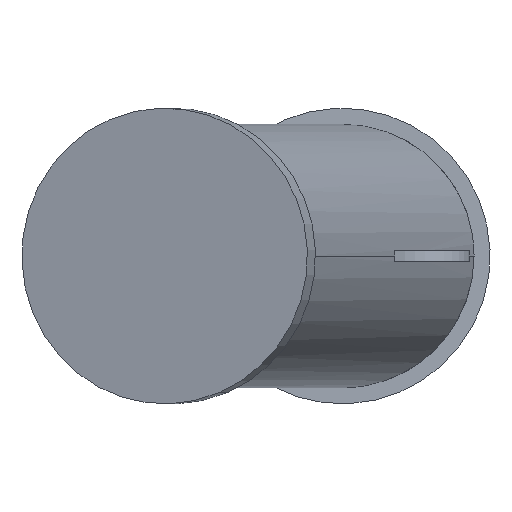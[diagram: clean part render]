
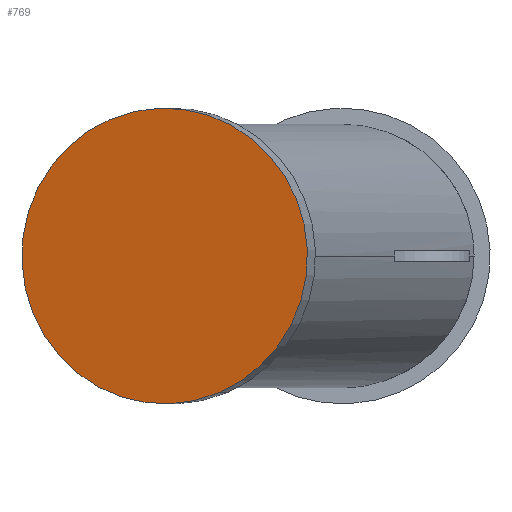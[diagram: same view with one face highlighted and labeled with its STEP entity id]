
A CAD part, front view. The second image highlights one B-rep face of the part: STEP entity #769.
In plain terms, the highlighted planar face has unit normal (-0.259, -0.966, 0).
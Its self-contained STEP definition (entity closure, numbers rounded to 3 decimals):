
#7 = CIRCLE ( 'NONE', #1893, 142.5 ) ;
#47 = CARTESIAN_POINT ( 'NONE',  ( -223.923, -756.646, 131.653 ) ) ;
#175 = DIRECTION ( 'NONE',  ( -0.37, 0.099, 0.924 ) ) ;
#266 = ORIENTED_EDGE ( 'NONE', *, *, #1501, .F. ) ;
#287 = AXIS2_PLACEMENT_3D ( 'NONE', #2131, #818, #984 ) ;
#349 = AXIS2_PLACEMENT_3D ( 'NONE', #912, #1587, #175 ) ;
#463 = DIRECTION ( 'NONE',  ( 0.259, 0.966, 0. ) ) ;
#769 = ADVANCED_FACE ( 'Defeatured_0_3', ( #780 ), #966, .F. ) ;
#780 = FACE_OUTER_BOUND ( 'NONE', #1019, .T. ) ;
#798 = DIRECTION ( 'NONE',  ( -0.37, 0.099, 0.924 ) ) ;
#818 = DIRECTION ( 'NONE',  ( 0.259, 0.966, 0. ) ) ;
#912 = CARTESIAN_POINT ( 'NONE',  ( -171.248, -770.76, 0. ) ) ;
#966 = PLANE ( 'NONE',  #287 ) ;
#984 = DIRECTION ( 'NONE',  ( -0.37, 0.099, 0.924 ) ) ;
#1019 = EDGE_LOOP ( 'NONE', ( #1503, #266 ) ) ;
#1178 = CARTESIAN_POINT ( 'NONE',  ( -171.248, -770.76, 0. ) ) ;
#1180 = VERTEX_POINT ( 'NONE', #1904 ) ;
#1384 = EDGE_CURVE ( 'Defeatured_0_2+Defeatured_0_3+Defeatured_0_3+Defeatured_0_3', #2116, #1180, #1411, .T. ) ;
#1411 = CIRCLE ( 'NONE', #349, 142.5 ) ;
#1501 = EDGE_CURVE ( 'Defeatured_0_2+Defeatured_0_3+Defeatured_0_3+Defeatured_0_3', #1180, #2116, #7, .T. ) ;
#1503 = ORIENTED_EDGE ( 'NONE', *, *, #1384, .F. ) ;
#1587 = DIRECTION ( 'NONE',  ( 0.259, 0.966, 0. ) ) ;
#1893 = AXIS2_PLACEMENT_3D ( 'NONE', #1178, #463, #798 ) ;
#1904 = CARTESIAN_POINT ( 'NONE',  ( -118.574, -784.874, -131.653 ) ) ;
#2116 = VERTEX_POINT ( 'NONE', #47 ) ;
#2131 = CARTESIAN_POINT ( 'NONE',  ( -44.081, -804.834, 54.532 ) ) ;
